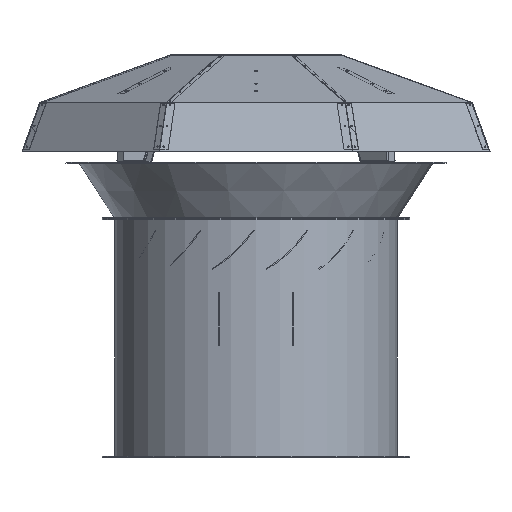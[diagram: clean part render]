
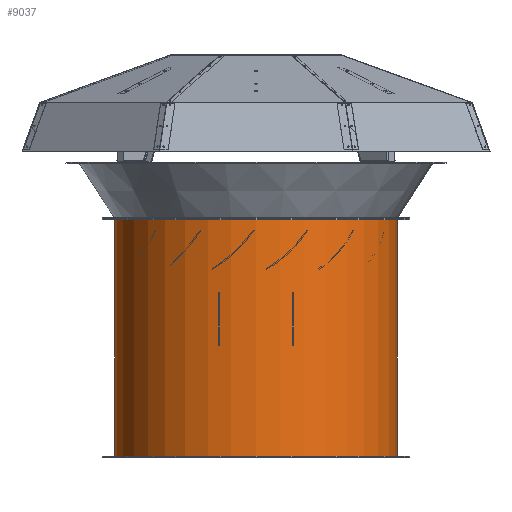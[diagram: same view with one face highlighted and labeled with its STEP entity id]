
A CAD part, front view. The second image highlights one B-rep face of the part: STEP entity #9037.
In plain terms, the highlighted cylindrical face has radius 562.5 mm (diameter 1125 mm), a partial arc.
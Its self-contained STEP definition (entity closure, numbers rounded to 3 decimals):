
#9037=ADVANCED_FACE('',(#30153),#30155,.T.);
#30153=FACE_BOUND('',#30154,.T.);
#30154=EDGE_LOOP('',(#50881,#50882,#50883,#50884));
#30155=CYLINDRICAL_SURFACE('',#30156,562.5);
#30156=AXIS2_PLACEMENT_3D('',#30157,#30158,#30159);
#30157=CARTESIAN_POINT('',(0.,0.,0.));
#30158=DIRECTION('',(0.,-0.,1.));
#30159=DIRECTION('',(1.,0.001,0.));
#50881=ORIENTED_EDGE('',*,*,#63650,.F.);
#50882=ORIENTED_EDGE('',*,*,#63484,.T.);
#50883=ORIENTED_EDGE('',*,*,#63734,.F.);
#50884=ORIENTED_EDGE('',*,*,#63487,.T.);
#63484=EDGE_CURVE('',#72584,#72588,#72590,.T.);
#63487=EDGE_CURVE('',#72594,#72591,#72595,.T.);
#63650=EDGE_CURVE('',#72584,#72591,#72839,.F.);
#63734=EDGE_CURVE('',#72594,#72588,#73004,.T.);
#72584=VERTEX_POINT('',#89293);
#72588=VERTEX_POINT('',#89301);
#72590=LINE('',#89305,#89306);
#72591=VERTEX_POINT('',#89308);
#72594=VERTEX_POINT('',#89316);
#72595=LINE('',#89317,#89318);
#72839=CIRCLE('',#89927,562.5);
#73004=CIRCLE('',#90304,562.5);
#89293=CARTESIAN_POINT('',(562.5,-0.503,4.));
#89301=CARTESIAN_POINT('',(562.5,-0.503,946.));
#89305=CARTESIAN_POINT('',(562.5,-0.503,4.));
#89306=VECTOR('',#89307,1.);
#89307=DIRECTION('',(0.,0.,1.));
#89308=CARTESIAN_POINT('',(562.5,0.503,4.));
#89316=CARTESIAN_POINT('',(562.5,0.503,946.));
#89317=CARTESIAN_POINT('',(562.5,0.503,946.));
#89318=VECTOR('',#89319,1.);
#89319=DIRECTION('',(0.,0.,-1.));
#89927=AXIS2_PLACEMENT_3D('',#89928,#89929,#89930);
#89928=CARTESIAN_POINT('',(0.,0.,4.));
#89929=DIRECTION('',(-0.,0.,1.));
#89930=DIRECTION('',(1.,0.001,0.));
#90304=AXIS2_PLACEMENT_3D('',#90305,#90306,#90307);
#90305=CARTESIAN_POINT('',(0.,0.,946.));
#90306=DIRECTION('',(-0.,0.,1.));
#90307=DIRECTION('',(1.,0.001,0.));
